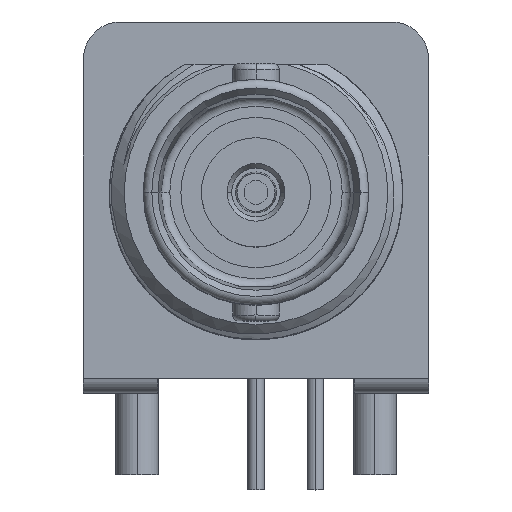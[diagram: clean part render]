
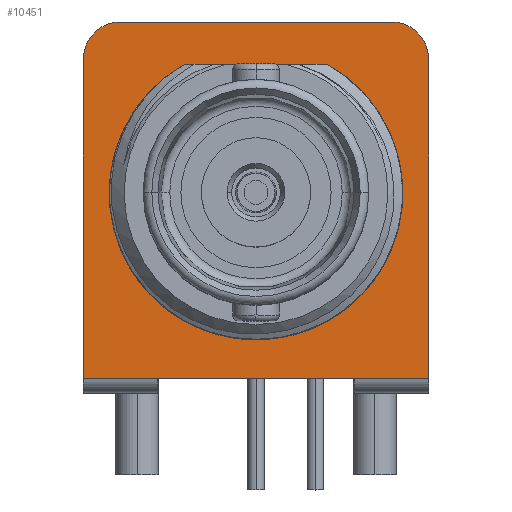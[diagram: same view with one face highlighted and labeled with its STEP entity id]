
A CAD part, top view. The second image highlights one B-rep face of the part: STEP entity #10451.
In plain terms, the highlighted planar face has unit normal (0, 0, 1).
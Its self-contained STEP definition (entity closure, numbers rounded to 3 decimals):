
#438=DIRECTION('',(-1.,0.,0.));
#439=VECTOR('',#438,6.086);
#440=CARTESIAN_POINT('',(3.043,5.486,-21.209));
#441=LINE('',#440,#439);
#1059=CARTESIAN_POINT('',(0.,0.,-21.209));
#1060=DIRECTION('',(0.,0.,1.));
#1061=DIRECTION('',(-0.485,0.874,0.));
#1062=AXIS2_PLACEMENT_3D('',#1059,#1060,#1061);
#2342=CARTESIAN_POINT('',(5.804,5.74,-21.209));
#2343=DIRECTION('',(0.,0.,-1.));
#2344=DIRECTION('',(0.,1.,0.));
#2345=AXIS2_PLACEMENT_3D('',#2342,#2343,#2344);
#2347=DIRECTION('',(0.,-1.,0.));
#2348=VECTOR('',#2347,13.665);
#2349=CARTESIAN_POINT('',(7.379,5.74,-21.209));
#2350=LINE('',#2349,#2348);
#2351=DIRECTION('',(-1.,0.,0.));
#2352=VECTOR('',#2351,14.757);
#2353=CARTESIAN_POINT('',(7.379,-7.925,-21.209));
#2354=LINE('',#2353,#2352);
#2355=DIRECTION('',(0.,1.,0.));
#2356=VECTOR('',#2355,13.665);
#2357=CARTESIAN_POINT('',(-7.379,-7.925,-21.209));
#2358=LINE('',#2357,#2356);
#2359=CARTESIAN_POINT('',(-5.804,5.74,-21.209));
#2360=DIRECTION('',(0.,0.,-1.));
#2361=DIRECTION('',(-1.,0.,0.));
#2362=AXIS2_PLACEMENT_3D('',#2359,#2360,#2361);
#2364=DIRECTION('',(1.,0.,0.));
#2365=VECTOR('',#2364,11.608);
#2366=CARTESIAN_POINT('',(-5.804,7.315,-21.209));
#2367=LINE('',#2366,#2365);
#3638=CARTESIAN_POINT('',(5.804,7.315,-21.209));
#3639=CARTESIAN_POINT('',(7.379,5.74,-21.209));
#3640=VERTEX_POINT('',#3638);
#3641=VERTEX_POINT('',#3639);
#3642=CARTESIAN_POINT('',(7.379,-7.925,-21.209));
#3643=VERTEX_POINT('',#3642);
#3644=CARTESIAN_POINT('',(-7.379,-7.925,-21.209));
#3645=VERTEX_POINT('',#3644);
#3646=CARTESIAN_POINT('',(-7.379,5.74,-21.209));
#3647=VERTEX_POINT('',#3646);
#3648=CARTESIAN_POINT('',(-5.804,7.315,-21.209));
#3649=VERTEX_POINT('',#3648);
#3658=CARTESIAN_POINT('',(3.043,5.486,-21.209));
#3660=VERTEX_POINT('',#3658);
#3946=CARTESIAN_POINT('',(-3.043,5.486,-21.209));
#3947=VERTEX_POINT('',#3946);
#10428=CARTESIAN_POINT('',(0.,0.,-21.209));
#10429=DIRECTION('',(0.,0.,1.));
#10430=DIRECTION('',(-1.,0.,0.));
#10431=AXIS2_PLACEMENT_3D('',#10428,#10429,#10430);
#10432=PLANE('',#10431);
#10434=ORIENTED_EDGE('',*,*,#10433,.T.);
#10436=ORIENTED_EDGE('',*,*,#10435,.T.);
#10438=ORIENTED_EDGE('',*,*,#10437,.T.);
#10440=ORIENTED_EDGE('',*,*,#10439,.T.);
#10442=ORIENTED_EDGE('',*,*,#10441,.T.);
#10444=ORIENTED_EDGE('',*,*,#10443,.T.);
#10445=EDGE_LOOP('',(#10434,#10436,#10438,#10440,#10442,#10444));
#10446=FACE_OUTER_BOUND('',#10445,.F.);
#10447=ORIENTED_EDGE('',*,*,#5095,.T.);
#10448=ORIENTED_EDGE('',*,*,#4969,.T.);
#10449=EDGE_LOOP('',(#10447,#10448));
#10450=FACE_BOUND('',#10449,.F.);
#1063=CIRCLE('',#1062,6.274);
#2346=CIRCLE('',#2345,1.575);
#2363=CIRCLE('',#2362,1.575);
#4969=EDGE_CURVE('',#3660,#3947,#441,.T.);
#5095=EDGE_CURVE('',#3947,#3660,#1063,.T.);
#10433=EDGE_CURVE('',#3640,#3641,#2346,.T.);
#10435=EDGE_CURVE('',#3641,#3643,#2350,.T.);
#10437=EDGE_CURVE('',#3643,#3645,#2354,.T.);
#10439=EDGE_CURVE('',#3645,#3647,#2358,.T.);
#10441=EDGE_CURVE('',#3647,#3649,#2363,.T.);
#10443=EDGE_CURVE('',#3649,#3640,#2367,.T.);
#10451=ADVANCED_FACE('',(#10446,#10450),#10432,.T.);
